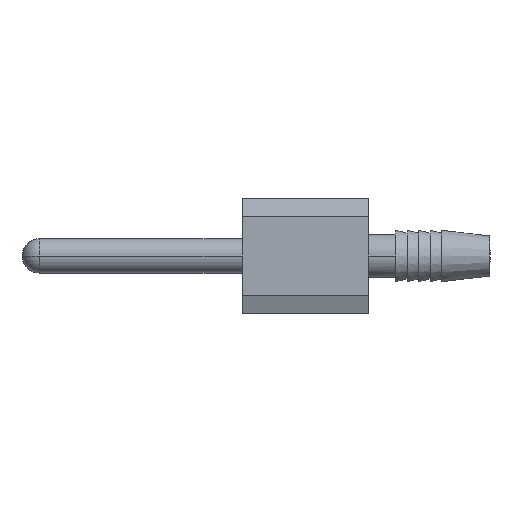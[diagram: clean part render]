
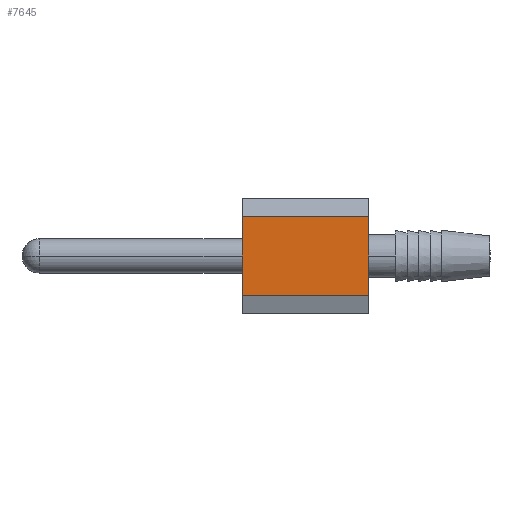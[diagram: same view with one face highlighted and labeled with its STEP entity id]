
A CAD part, left-side view. The second image highlights one B-rep face of the part: STEP entity #7645.
In plain terms, the highlighted planar face has unit normal (-1, 0, 0).
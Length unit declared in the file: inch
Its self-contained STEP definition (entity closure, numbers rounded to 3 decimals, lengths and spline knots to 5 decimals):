
#218 = ORIENTED_EDGE ( 'NONE', *, *, #5437, .F. ) ;
#465 = DIRECTION ( 'NONE',  ( 0., 0., 1. ) ) ;
#645 = CARTESIAN_POINT ( 'NONE',  ( -0.01203, 0., -0.08425 ) ) ;
#836 = EDGE_CURVE ( 'NONE', #2757, #6137, #3317, .T. ) ;
#875 = VECTOR ( 'NONE', #7898, 39.37008 ) ;
#900 = ORIENTED_EDGE ( 'NONE', *, *, #7135, .T. ) ;
#936 = VECTOR ( 'NONE', #4913, 39.37008 ) ;
#1446 = DIRECTION ( 'NONE',  ( 0., 1., 0. ) ) ;
#1510 = CARTESIAN_POINT ( 'NONE',  ( -0.01203, -0.11, -0.08425 ) ) ;
#1590 = ORIENTED_EDGE ( 'NONE', *, *, #2558, .T. ) ;
#1880 = EDGE_LOOP ( 'NONE', ( #218, #5060, #900, #1590 ) ) ;
#2558 = EDGE_CURVE ( 'NONE', #4306, #6821, #6244, .T. ) ;
#2757 = VERTEX_POINT ( 'NONE', #1510 ) ;
#2841 = CARTESIAN_POINT ( 'NONE',  ( -0.01203, -0.11, -0.01575 ) ) ;
#2870 = DIRECTION ( 'NONE',  ( 0., 0., 1. ) ) ;
#3317 = LINE ( 'NONE', #5897, #7587 ) ;
#3548 = CARTESIAN_POINT ( 'NONE',  ( -0.01203, 0., -0.01575 ) ) ;
#4091 = LINE ( 'NONE', #5991, #7818 ) ;
#4289 = PLANE ( 'NONE',  #7687 ) ;
#4306 = VERTEX_POINT ( 'NONE', #2841 ) ;
#4319 = CARTESIAN_POINT ( 'NONE',  ( -0.01203, -0.11, -0.01575 ) ) ;
#4913 = DIRECTION ( 'NONE',  ( 0., 1., 0. ) ) ;
#5060 = ORIENTED_EDGE ( 'NONE', *, *, #836, .F. ) ;
#5437 = EDGE_CURVE ( 'NONE', #6137, #6821, #4091, .T. ) ;
#5897 = CARTESIAN_POINT ( 'NONE',  ( -0.01203, -0.11, -0.08425 ) ) ;
#5987 = CARTESIAN_POINT ( 'NONE',  ( -0.01203, -0.11, -0.08425 ) ) ;
#5991 = CARTESIAN_POINT ( 'NONE',  ( -0.01203, 0., -0.08425 ) ) ;
#6137 = VERTEX_POINT ( 'NONE', #645 ) ;
#6212 = DIRECTION ( 'NONE',  ( -1., 0., 0. ) ) ;
#6244 = LINE ( 'NONE', #4319, #936 ) ;
#6696 = LINE ( 'NONE', #5987, #875 ) ;
#6821 = VERTEX_POINT ( 'NONE', #3548 ) ;
#7135 = EDGE_CURVE ( 'NONE', #2757, #4306, #6696, .T. ) ;
#7576 = CARTESIAN_POINT ( 'NONE',  ( -0.01203, -0.11, -0.08425 ) ) ;
#7587 = VECTOR ( 'NONE', #1446, 39.37008 ) ;
#7645 = ADVANCED_FACE ( 'NONE', ( #8173 ), #4289, .T. ) ;
#7687 = AXIS2_PLACEMENT_3D ( 'NONE', #7576, #6212, #465 ) ;
#7818 = VECTOR ( 'NONE', #2870, 39.37008 ) ;
#7898 = DIRECTION ( 'NONE',  ( 0., 0., 1. ) ) ;
#8173 = FACE_OUTER_BOUND ( 'NONE', #1880, .T. ) ;
